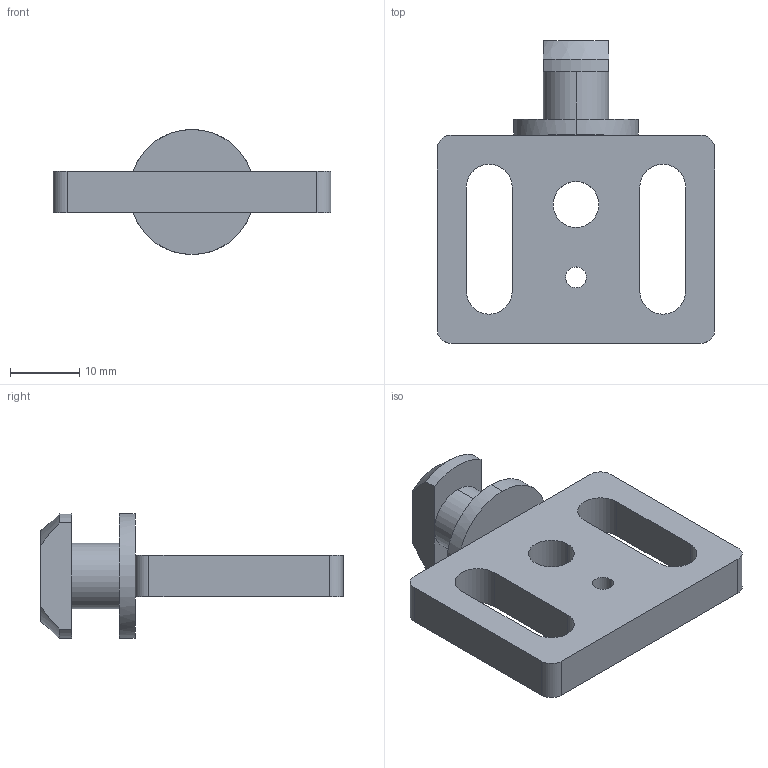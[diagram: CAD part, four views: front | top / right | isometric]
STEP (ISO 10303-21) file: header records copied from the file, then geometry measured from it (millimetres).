
FILE_DESCRIPTION (( 'STEP AP203' ), '1' );
FILE_NAME ('412530303_c_1.STEP', '2022-10-09T03:01:48', ( '' ), ( '' ), 'SwSTEP 2.0', 'SolidWorks 2014', '' );
FILE_SCHEMA (( 'CONFIG_CONTROL_DESIGN' ));
Length unit declared in the file: millimetre
Products named in the file (1): 412530303_c_1
Bounding box: 40 x 43.6 x 18 mm (x, y, z)
Volume: 7064 mm3; surface area: 4381.6 mm2
Topology: 1 solids, 1 shells, 41 faces, 107 edges, 69 vertices
Faces by surface type: cylinder 19, plane 19, cone 3
Entity records: 1377 total; most frequent: CARTESIAN_POINT 238, DIRECTION 234, ORIENTED_EDGE 214, EDGE_CURVE 107, AXIS2_PLACEMENT_3D 89, VERTEX_POINT 69, VECTOR 56, LINE 56
